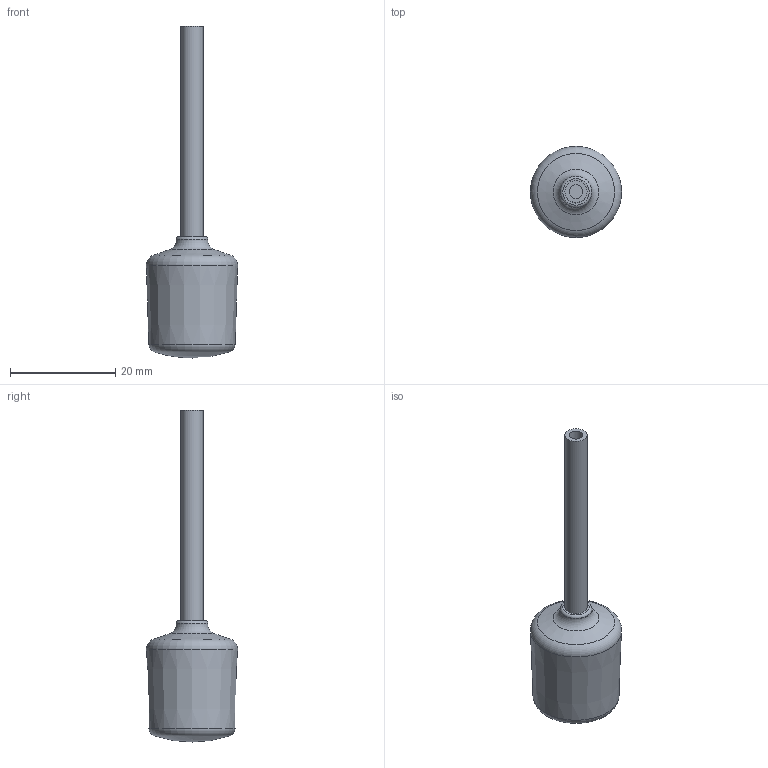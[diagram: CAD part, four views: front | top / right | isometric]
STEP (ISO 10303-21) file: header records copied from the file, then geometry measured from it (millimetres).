
FILE_DESCRIPTION(/* description */ (''),/* implementation_level */ '2;1');
FILE_NAME(/* name */ 'antenna.step',/* time_stamp */ '2023-07-10T19:29:35+07:00',/* author */ (''),/* organization */ (''),/* preprocessor_version */ 'ST-DEVELOPER v19.2',/* originating_system */ 'Autodesk Translation Framework v12.6.0.85',/* authorisation */ '');
FILE_SCHEMA (('AUTOMOTIVE_DESIGN { 1 0 10303 214 3 1 1 }'));
Length unit declared in the file: millimetre
Products named in the file (1): antenna
Bounding box: 17.31 x 17.31 x 63 mm (x, y, z)
Volume: 4827.6 mm3; surface area: 1993.3 mm2
Topology: 1 solids, 1 shells, 13 faces, 23 edges, 13 vertices
Faces by surface type: torus 4, cylinder 3, plane 3, cone 2, sphere 1
Full cylindrical faces by diameter (mm): 2.6 x1, 4.2 x1, 6 x1
Entity records: 353 total; most frequent: DIRECTION 67, CARTESIAN_POINT 49, ORIENTED_EDGE 44, AXIS2_PLACEMENT_3D 31, EDGE_CURVE 22, CIRCLE 17, EDGE_LOOP 15, FACE_OUTER_BOUND 13
